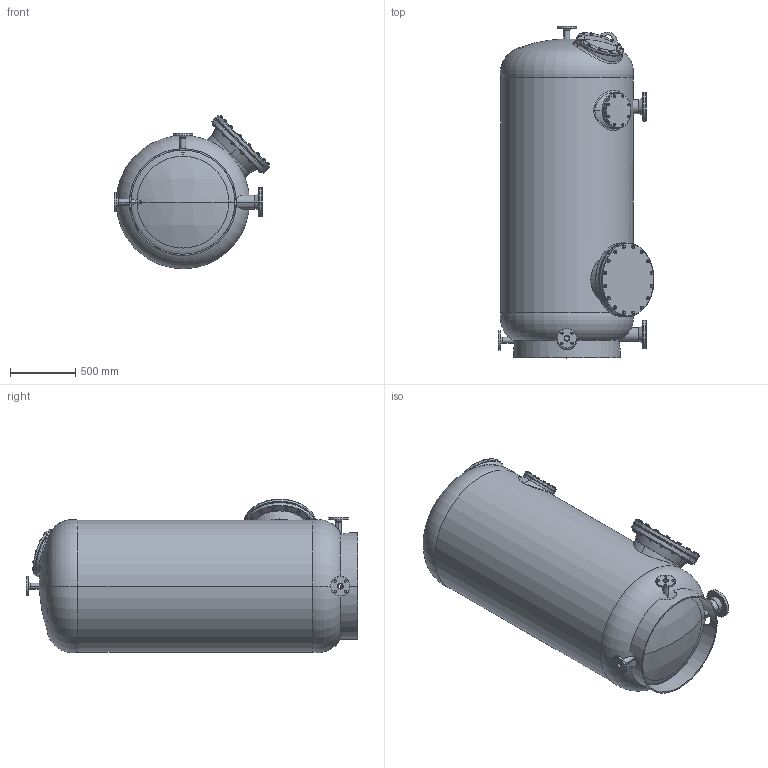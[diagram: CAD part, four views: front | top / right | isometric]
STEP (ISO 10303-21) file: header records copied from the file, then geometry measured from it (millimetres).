
FILE_DESCRIPTION (( 'STEP AP214' ), '1' );
FILE_NAME ('mediterran100c.STEP', '2020-11-03T13:04:25', ( '' ), ( '' ), 'SwSTEP 2.0', 'SolidWorks 2019', '' );
FILE_SCHEMA (( 'AUTOMOTIVE_DESIGN' ));
Length unit declared in the file: millimetre
Products named in the file (1): mediterran100c
Bounding box: 1195.46 x 2550.19 x 1179.36 mm (x, y, z)
Surface area: 19491208.4 mm2 (no closed solid volume)
Topology: 0 solids, 137 shells, 2035 faces, 4534 edges, 2772 vertices
Faces by surface type: cone 648, cylinder 641, plane 614, torus 106, bspline 14, sphere 12
Entity records: 101928 total; most frequent: CARTESIAN_POINT 33520, DIRECTION 9508, ORIENTED_EDGE 8908, EDGE_CURVE 4494, AXIS2_PLACEMENT_3D 4069, VERTEX_POINT 2772, EDGE_LOOP 2444, UNCERTAINTY_MEASURE_WITH_UNIT 2154
